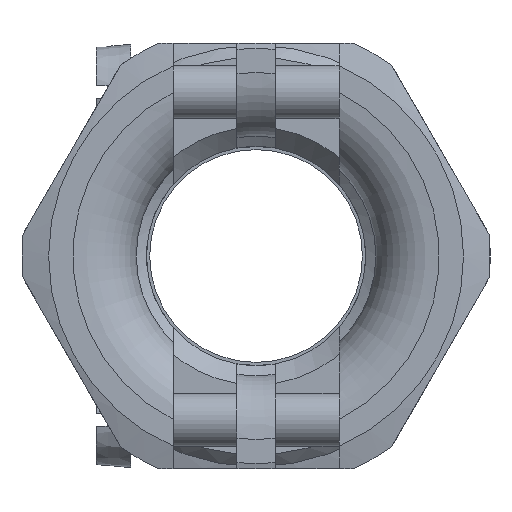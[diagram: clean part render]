
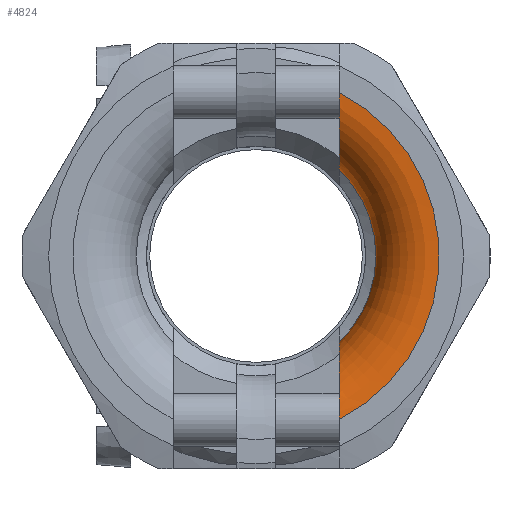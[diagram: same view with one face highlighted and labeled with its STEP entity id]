
A CAD part, left-side view. The second image highlights one B-rep face of the part: STEP entity #4824.
In plain terms, the highlighted toroidal (fillet/blend) face has major radius 8.61 mm and minor radius 3 mm.
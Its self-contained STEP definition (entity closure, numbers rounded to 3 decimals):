
#37=TOROIDAL_SURFACE('',#5312,8.61,3.);
#61=B_SPLINE_CURVE_WITH_KNOTS('',3,(#7437,#7438,#7439,#7440,#7441,#7442,
#7443,#7444,#7445,#7446),.UNSPECIFIED.,.F.,.F.,(4,2,2,2,4),(0.986,
1.056,1.177,1.311,1.443),
 .UNSPECIFIED.);
#77=B_SPLINE_CURVE_WITH_KNOTS('',3,(#8075,#8076,#8077,#8078,#8079,#8080,
#8081,#8082,#8083,#8084),.UNSPECIFIED.,.F.,.F.,(4,2,2,2,4),(0.465,
0.597,0.73,0.851,0.921),
 .UNSPECIFIED.);
#1189=FACE_OUTER_BOUND('',#1525,.T.);
#1525=EDGE_LOOP('',(#3827,#3828,#3829,#3830));
#1866=CIRCLE('',#5307,5.629);
#1869=CIRCLE('',#5313,8.61);
#2098=VERTEX_POINT('',#7434);
#2099=VERTEX_POINT('',#7436);
#2286=VERTEX_POINT('',#8070);
#2287=VERTEX_POINT('',#8074);
#2607=EDGE_CURVE('',#2099,#2098,#61,.T.);
#2818=EDGE_CURVE('',#2287,#2286,#77,.T.);
#2864=EDGE_CURVE('',#2286,#2099,#1866,.T.);
#2867=EDGE_CURVE('',#2098,#2287,#1869,.T.);
#3827=ORIENTED_EDGE('',*,*,#2818,.T.);
#3828=ORIENTED_EDGE('',*,*,#2864,.T.);
#3829=ORIENTED_EDGE('',*,*,#2607,.T.);
#3830=ORIENTED_EDGE('',*,*,#2867,.T.);
#4824=ADVANCED_FACE('',(#1189),#37,.T.);
#5307=AXIS2_PLACEMENT_3D('',#8176,#6307,#6308);
#5312=AXIS2_PLACEMENT_3D('',#8181,#6317,#6318);
#5313=AXIS2_PLACEMENT_3D('',#8182,#6319,#6320);
#6307=DIRECTION('center_axis',(1.,0.,0.));
#6308=DIRECTION('ref_axis',(0.,0.,-1.));
#6317=DIRECTION('center_axis',(1.,0.,0.));
#6318=DIRECTION('ref_axis',(0.,0.,-1.));
#6319=DIRECTION('center_axis',(-1.,0.,0.));
#6320=DIRECTION('ref_axis',(0.,0.,-1.));
#7434=CARTESIAN_POINT('',(0.,-3.9,-7.676));
#7436=CARTESIAN_POINT('',(2.665,-3.9,-4.059));
#7437=CARTESIAN_POINT('Ctrl Pts',(2.665,-3.9,-4.059));
#7438=CARTESIAN_POINT('Ctrl Pts',(2.417,-3.9,-4.097));
#7439=CARTESIAN_POINT('Ctrl Pts',(2.166,-3.9,-4.184));
#7440=CARTESIAN_POINT('Ctrl Pts',(1.596,-3.9,-4.47));
#7441=CARTESIAN_POINT('Ctrl Pts',(1.223,-3.9,-4.78));
#7442=CARTESIAN_POINT('Ctrl Pts',(0.672,-3.9,-5.424));
#7443=CARTESIAN_POINT('Ctrl Pts',(0.404,-3.9,-5.885));
#7444=CARTESIAN_POINT('Ctrl Pts',(0.097,-3.9,-6.715));
#7445=CARTESIAN_POINT('Ctrl Pts',(0.,-3.9,-7.235));
#7446=CARTESIAN_POINT('Ctrl Pts',(0.,-3.9,-7.676));
#8070=CARTESIAN_POINT('',(2.665,-3.9,4.059));
#8074=CARTESIAN_POINT('',(0.,-3.9,7.676));
#8075=CARTESIAN_POINT('Ctrl Pts',(0.,-3.9,7.676));
#8076=CARTESIAN_POINT('Ctrl Pts',(0.,-3.9,7.235));
#8077=CARTESIAN_POINT('Ctrl Pts',(0.097,-3.9,6.715));
#8078=CARTESIAN_POINT('Ctrl Pts',(0.404,-3.9,5.885));
#8079=CARTESIAN_POINT('Ctrl Pts',(0.672,-3.9,5.424));
#8080=CARTESIAN_POINT('Ctrl Pts',(1.223,-3.9,4.78));
#8081=CARTESIAN_POINT('Ctrl Pts',(1.596,-3.9,4.47));
#8082=CARTESIAN_POINT('Ctrl Pts',(2.166,-3.9,4.184));
#8083=CARTESIAN_POINT('Ctrl Pts',(2.417,-3.9,4.097));
#8084=CARTESIAN_POINT('Ctrl Pts',(2.665,-3.9,4.059));
#8176=CARTESIAN_POINT('Origin',(2.665,0.,0.));
#8181=CARTESIAN_POINT('Origin',(3.,0.,0.));
#8182=CARTESIAN_POINT('Origin',(0.,0.,0.));
